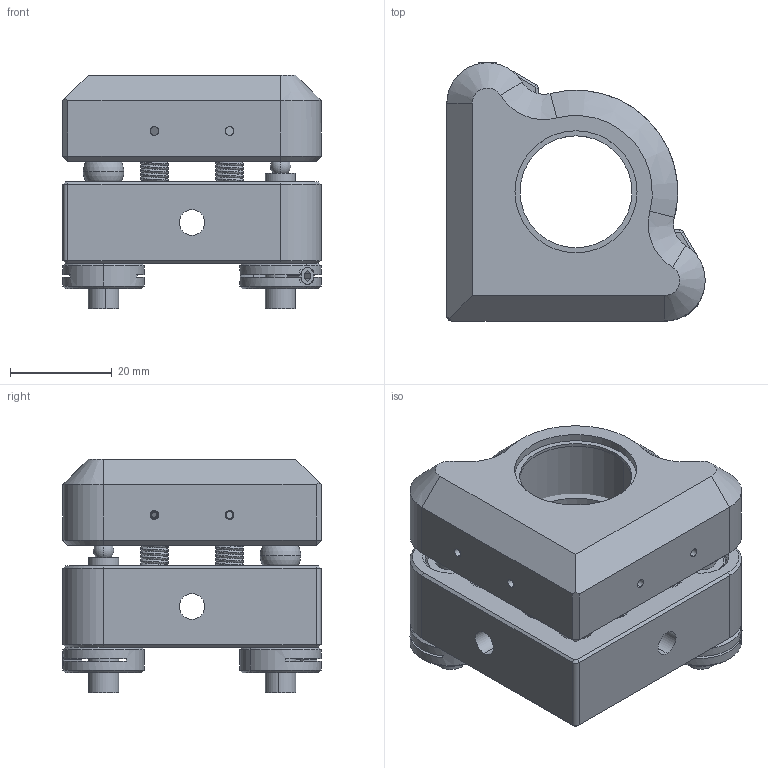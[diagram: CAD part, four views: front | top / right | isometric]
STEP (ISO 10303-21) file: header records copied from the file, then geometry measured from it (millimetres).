
FILE_DESCRIPTION (( 'STEP AP203' ), '1' );
FILE_NAME ('04IMT-1M-H.STEP', '2021-08-25T08:45:37', ( '' ), ( '' ), 'SwSTEP 2.0', 'SolidWorks 2020', '' );
FILE_SCHEMA (( 'CONFIG_CONTROL_DESIGN' ));
Length unit declared in the file: millimetre
Products named in the file (1): 04IMT-1M-H
Bounding box: 50.8 x 50.8 x 46 mm (x, y, z)
Surface area: 20726.8 mm2 (no closed solid volume)
Topology: 0 solids, 29 shells, 320 faces, 956 edges, 643 vertices
Faces by surface type: plane 122, cylinder 99, cone 76, torus 9, bspline 8, sphere 6
Entity records: 19430 total; most frequent: CARTESIAN_POINT 10815, DIRECTION 1860, ORIENTED_EDGE 1611, EDGE_CURVE 941, AXIS2_PLACEMENT_3D 703, VERTEX_POINT 634, LINE 454, VECTOR 454
